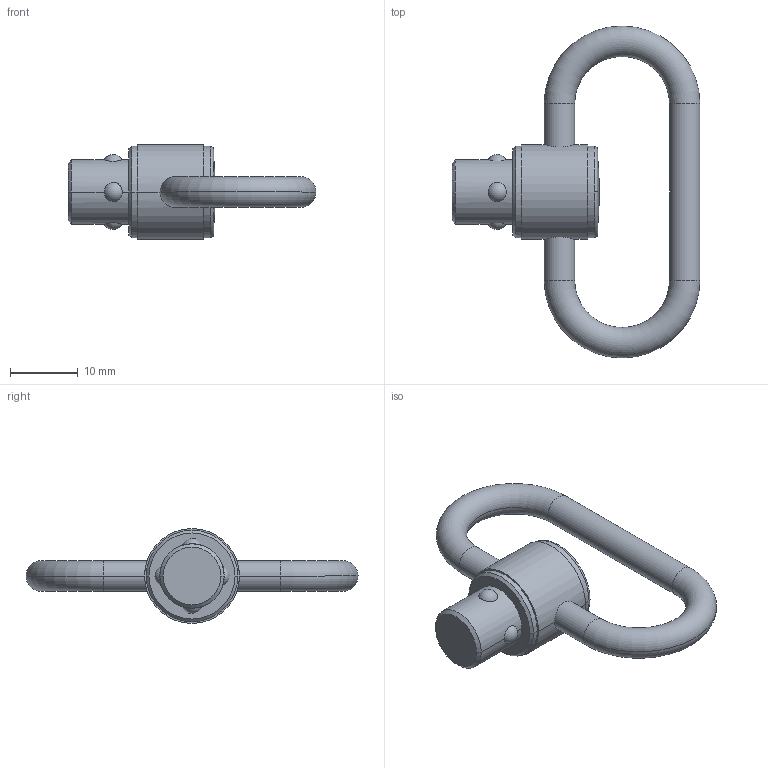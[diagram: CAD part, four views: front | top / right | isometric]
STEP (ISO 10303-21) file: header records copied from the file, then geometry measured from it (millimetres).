
FILE_DESCRIPTION(('STEP AP214'),'1');
FILE_NAME('HALDERN_EH_22330_0120.stp','2020-11-13T10:46:18',('TraceParts'),('TraceParts S.A.'),'Spatial InterOp 3D',' ',' ');
FILE_SCHEMA(('AUTOMOTIVE_DESIGN { 1 0 10303 214 1 1 1 1 }'));
Length unit declared in the file: millimetre
Products named in the file (1): HALDERN_EH_22330_0120_1
Bounding box: 36.6 x 49 x 14 mm (x, y, z)
Volume: 4075.4 mm3; surface area: 2821.6 mm2
Topology: 2 solids, 2 shells, 35 faces, 81 edges, 52 vertices
Faces by surface type: cylinder 14, sphere 6, torus 6, plane 5, cone 4
Entity records: 1622 total; most frequent: CARTESIAN_POINT 506, DIRECTION 182, ORIENTED_EDGE 162, EDGE_CURVE 81, AXIS2_PLACEMENT_3D 80, VERTEX_POINT 52, CIRCLE 43, EDGE_LOOP 41
